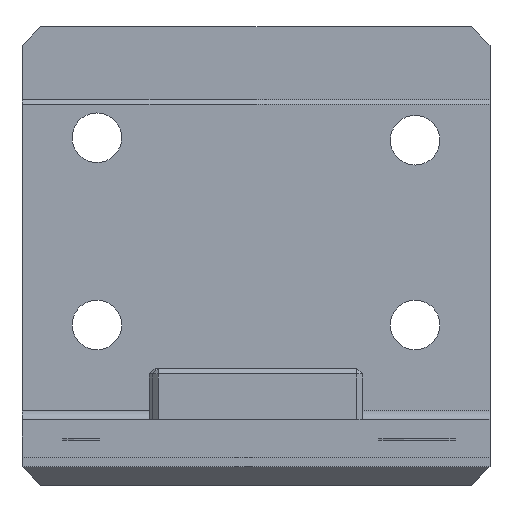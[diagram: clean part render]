
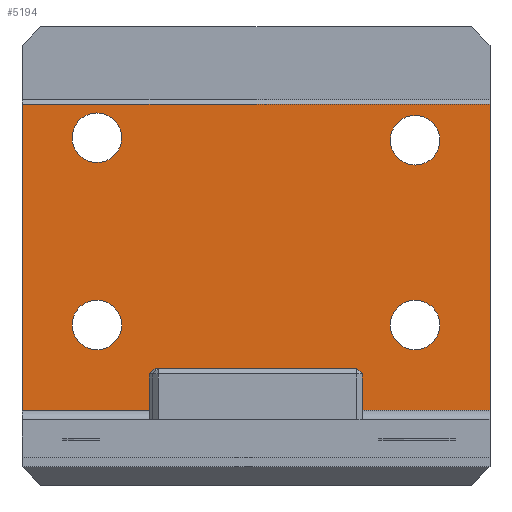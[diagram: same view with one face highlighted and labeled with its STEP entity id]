
A CAD part, left-side view. The second image highlights one B-rep face of the part: STEP entity #5194.
In plain terms, the highlighted planar face has unit normal (-1, 0, 0).
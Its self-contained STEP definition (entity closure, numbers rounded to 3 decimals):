
#137=FACE_BOUND('',#946,.T.);
#138=FACE_BOUND('',#947,.T.);
#139=FACE_BOUND('',#948,.T.);
#140=FACE_BOUND('',#949,.T.);
#373=CIRCLE('',#5564,2.65);
#375=CIRCLE('',#5567,2.65);
#377=CIRCLE('',#5570,2.65);
#379=CIRCLE('',#5573,2.65);
#619=FACE_OUTER_BOUND('',#945,.T.);
#945=EDGE_LOOP('',(#4418,#4419,#4420,#4421));
#946=EDGE_LOOP('',(#4422));
#947=EDGE_LOOP('',(#4423));
#948=EDGE_LOOP('',(#4424));
#949=EDGE_LOOP('',(#4425));
#1049=LINE('',#6966,#1562);
#1055=LINE('',#6978,#1568);
#1274=LINE('',#9124,#1787);
#1439=LINE('',#9536,#1952);
#1562=VECTOR('',#5678,10.);
#1568=VECTOR('',#5688,10.);
#1787=VECTOR('',#6211,10.);
#1952=VECTOR('',#6650,10.);
#2075=VERTEX_POINT('',#6963);
#2076=VERTEX_POINT('',#6965);
#2080=VERTEX_POINT('',#6977);
#2352=VERTEX_POINT('',#9122);
#2456=VERTEX_POINT('',#9510);
#2458=VERTEX_POINT('',#9516);
#2460=VERTEX_POINT('',#9522);
#2462=VERTEX_POINT('',#9528);
#2536=EDGE_CURVE('',#2075,#2076,#1049,.T.);
#2542=EDGE_CURVE('',#2080,#2076,#1055,.T.);
#2943=EDGE_CURVE('',#2075,#2352,#1274,.T.);
#3132=EDGE_CURVE('',#2456,#2456,#373,.T.);
#3135=EDGE_CURVE('',#2458,#2458,#375,.T.);
#3138=EDGE_CURVE('',#2460,#2460,#377,.T.);
#3141=EDGE_CURVE('',#2462,#2462,#379,.T.);
#3142=EDGE_CURVE('',#2080,#2352,#1439,.T.);
#4418=ORIENTED_EDGE('',*,*,#2536,.F.);
#4419=ORIENTED_EDGE('',*,*,#2943,.T.);
#4420=ORIENTED_EDGE('',*,*,#3142,.F.);
#4421=ORIENTED_EDGE('',*,*,#2542,.T.);
#4422=ORIENTED_EDGE('',*,*,#3141,.F.);
#4423=ORIENTED_EDGE('',*,*,#3138,.F.);
#4424=ORIENTED_EDGE('',*,*,#3135,.F.);
#4425=ORIENTED_EDGE('',*,*,#3132,.F.);
#4901=PLANE('',#5578);
#5194=ADVANCED_FACE('',(#619,#137,#138,#139,#140),#4901,.F.);
#5564=AXIS2_PLACEMENT_3D('',#9512,#6617,#6618);
#5567=AXIS2_PLACEMENT_3D('',#9518,#6624,#6625);
#5570=AXIS2_PLACEMENT_3D('',#9524,#6631,#6632);
#5573=AXIS2_PLACEMENT_3D('',#9530,#6638,#6639);
#5578=AXIS2_PLACEMENT_3D('',#9535,#6648,#6649);
#5678=DIRECTION('',(0.,-1.,0.));
#5688=DIRECTION('',(0.,0.,1.));
#6211=DIRECTION('',(0.,0.,-1.));
#6617=DIRECTION('center_axis',(-1.,0.,0.));
#6618=DIRECTION('ref_axis',(0.,-1.,0.));
#6624=DIRECTION('center_axis',(-1.,0.,0.));
#6625=DIRECTION('ref_axis',(0.,-1.,0.));
#6631=DIRECTION('center_axis',(-1.,0.,0.));
#6632=DIRECTION('ref_axis',(0.,-1.,0.));
#6638=DIRECTION('center_axis',(-1.,0.,0.));
#6639=DIRECTION('ref_axis',(0.,-1.,0.));
#6648=DIRECTION('center_axis',(1.,0.,0.));
#6649=DIRECTION('ref_axis',(0.,-1.,0.));
#6650=DIRECTION('',(0.,1.,0.));
#6963=CARTESIAN_POINT('',(17.133,-62.5,38.332));
#6965=CARTESIAN_POINT('',(17.133,-112.5,38.332));
#6966=CARTESIAN_POINT('',(17.133,-100.,38.332));
#6977=CARTESIAN_POINT('',(17.133,-112.5,5.633));
#6978=CARTESIAN_POINT('',(17.133,-112.5,4.633));
#9122=CARTESIAN_POINT('',(17.133,-62.5,5.633));
#9124=CARTESIAN_POINT('',(17.133,-62.5,44.633));
#9510=CARTESIAN_POINT('',(17.133,-101.85,14.766));
#9512=CARTESIAN_POINT('Origin',(17.133,-104.5,14.766));
#9516=CARTESIAN_POINT('',(17.133,-101.85,34.5));
#9518=CARTESIAN_POINT('Origin',(17.133,-104.5,34.5));
#9522=CARTESIAN_POINT('',(17.133,-67.85,34.766));
#9524=CARTESIAN_POINT('Origin',(17.133,-70.5,34.766));
#9528=CARTESIAN_POINT('',(17.133,-67.85,14.766));
#9530=CARTESIAN_POINT('Origin',(17.133,-70.5,14.766));
#9535=CARTESIAN_POINT('Origin',(17.133,-87.5,24.633));
#9536=CARTESIAN_POINT('',(17.133,-87.5,5.633));
